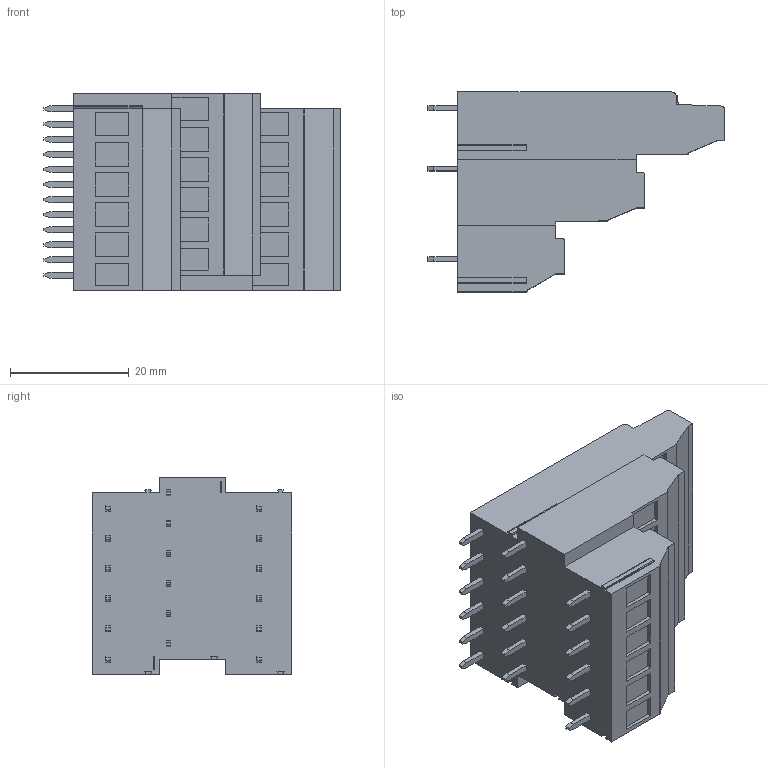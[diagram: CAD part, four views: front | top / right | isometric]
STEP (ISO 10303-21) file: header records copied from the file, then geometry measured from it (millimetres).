
FILE_DESCRIPTION( ('This file contains a STEP AP42 implementation' ,'as created by ZW3D STEP Interface translator.') ,'2;1' );
FILE_NAME( 'wj130t3a-508.stp' ,'24 123.135556', (''), ('ZWCAD Software Co.'), 'Version 1.0', 'ZW3D to STEP translator', '' );
FILE_SCHEMA(('AUTOMOTIVE_DESIGN { 1 0 10303 214 1 1 1 1 }'));
Length unit declared in the file: millimetre
Products named in the file (2): 0; wj130t3a-508
Bounding box: 49.8 x 33.6 x 33.02 mm (x, y, z)
Volume: 28777 mm3; surface area: 10591.4 mm2
Topology: 1 solids, 8 shells, 1350 faces, 3441 edges, 2196 vertices
Faces by surface type: plane 727, bspline 354, cone 143, cylinder 114, sphere 12
Entity records: 69143 total; most frequent: CARTESIAN_POINT 37111, ORIENTED_EDGE 6898, DIRECTION 5614, EDGE_CURVE 3441, VERTEX_POINT 2196, VECTOR 2162, LINE 2162, AXIS2_PLACEMENT_3D 1726
